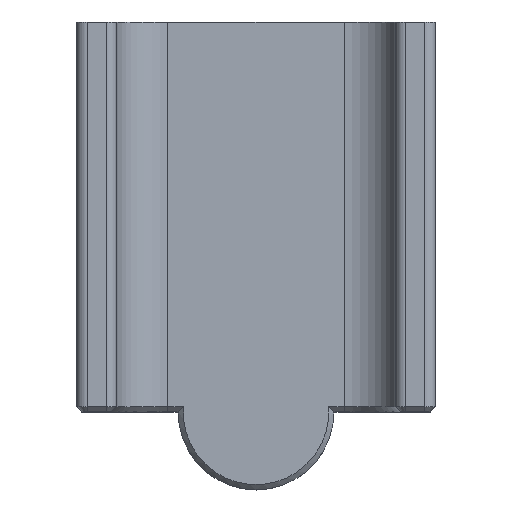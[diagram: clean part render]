
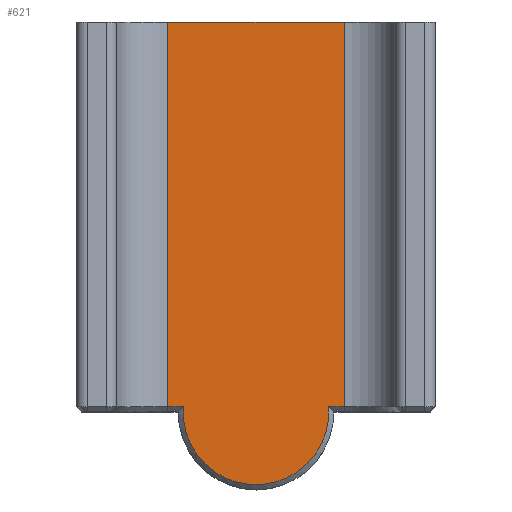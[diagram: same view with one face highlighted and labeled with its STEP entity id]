
A CAD part, top view. The second image highlights one B-rep face of the part: STEP entity #621.
In plain terms, the highlighted planar face has unit normal (0, 0, 1).
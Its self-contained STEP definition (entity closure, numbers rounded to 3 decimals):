
#46=PLANE('',#712);
#84=FACE_OUTER_BOUND('',#123,.T.);
#123=EDGE_LOOP('',(#567,#568,#569,#570,#571,#572));
#143=LINE('',#973,#196);
#156=LINE('',#1033,#209);
#161=LINE('',#1046,#214);
#172=LINE('',#1084,#225);
#176=LINE('',#1092,#229);
#196=VECTOR('',#776,10.);
#209=VECTOR('',#827,10.);
#214=VECTOR('',#844,10.);
#225=VECTOR('',#889,10.);
#229=VECTOR('',#901,10.);
#241=CIRCLE('',#667,2.8);
#280=VERTEX_POINT('',#964);
#283=VERTEX_POINT('',#972);
#284=VERTEX_POINT('',#979);
#299=VERTEX_POINT('',#1028);
#301=VERTEX_POINT('',#1044);
#311=VERTEX_POINT('',#1082);
#343=EDGE_CURVE('',#280,#283,#143,.T.);
#345=EDGE_CURVE('',#283,#284,#241,.T.);
#369=EDGE_CURVE('',#284,#299,#156,.T.);
#376=EDGE_CURVE('',#301,#280,#161,.T.);
#394=EDGE_CURVE('',#301,#311,#172,.T.);
#398=EDGE_CURVE('',#299,#311,#176,.T.);
#567=ORIENTED_EDGE('',*,*,#343,.F.);
#568=ORIENTED_EDGE('',*,*,#376,.F.);
#569=ORIENTED_EDGE('',*,*,#394,.T.);
#570=ORIENTED_EDGE('',*,*,#398,.F.);
#571=ORIENTED_EDGE('',*,*,#369,.F.);
#572=ORIENTED_EDGE('',*,*,#345,.F.);
#621=ADVANCED_FACE('',(#84),#46,.T.);
#667=AXIS2_PLACEMENT_3D('',#980,#779,#780);
#712=AXIS2_PLACEMENT_3D('',#1093,#902,#903);
#776=DIRECTION('',(-1.,0.,0.));
#779=DIRECTION('center_axis',(0.,0.,-1.));
#780=DIRECTION('ref_axis',(-1.,0.,0.));
#827=DIRECTION('',(-1.,0.,0.));
#844=DIRECTION('',(0.,-1.,0.));
#889=DIRECTION('',(-1.,0.,0.));
#901=DIRECTION('',(0.,1.,0.));
#902=DIRECTION('center_axis',(0.,0.,1.));
#903=DIRECTION('ref_axis',(1.,0.,0.));
#964=CARTESIAN_POINT('',(3.4,-7.3,2.5));
#972=CARTESIAN_POINT('',(2.793,-7.3,2.5));
#973=CARTESIAN_POINT('',(-3.45,-7.3,2.5));
#979=CARTESIAN_POINT('',(-2.793,-7.3,2.5));
#980=CARTESIAN_POINT('Origin',(0.,-7.5,2.5));
#1028=CARTESIAN_POINT('',(-3.4,-7.3,2.5));
#1033=CARTESIAN_POINT('',(-3.45,-7.3,2.5));
#1044=CARTESIAN_POINT('',(3.4,7.5,2.5));
#1046=CARTESIAN_POINT('',(3.4,3.75,2.5));
#1082=CARTESIAN_POINT('',(-3.4,7.5,2.5));
#1084=CARTESIAN_POINT('',(6.9,7.5,2.5));
#1092=CARTESIAN_POINT('',(-3.4,-3.75,2.5));
#1093=CARTESIAN_POINT('Origin',(0.,0.,2.5));
